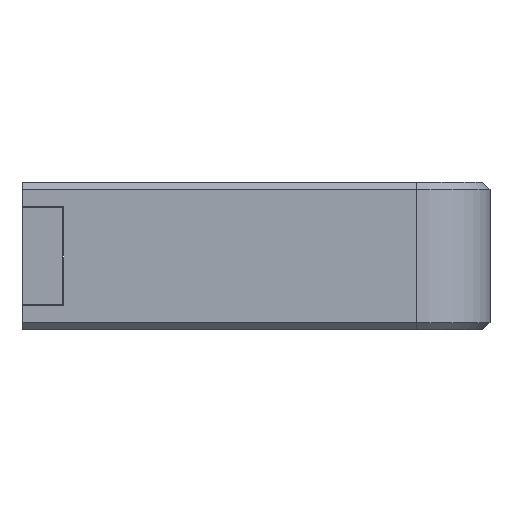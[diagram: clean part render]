
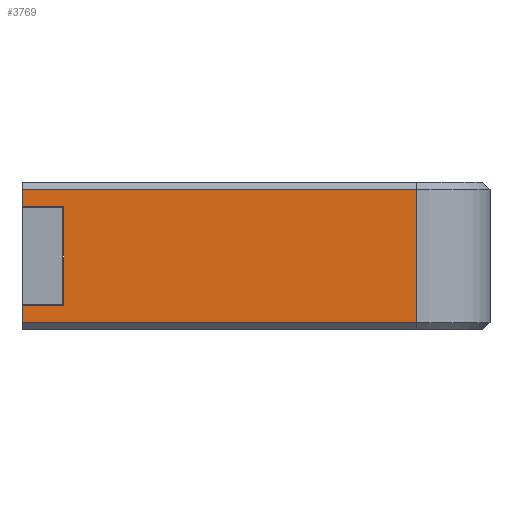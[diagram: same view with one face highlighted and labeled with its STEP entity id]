
A CAD part, left-side view. The second image highlights one B-rep face of the part: STEP entity #3769.
In plain terms, the highlighted planar face has unit normal (-1, 0, 0).
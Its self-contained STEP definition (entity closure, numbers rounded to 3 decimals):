
#720=DIRECTION('',(0.,1.,0.));
#721=VECTOR('',#720,16.);
#722=CARTESIAN_POINT('',(0.,3.,0.3));
#723=LINE('',#722,#721);
#786=DIRECTION('',(0.,0.,1.));
#787=VECTOR('',#786,5.4);
#788=CARTESIAN_POINT('',(0.,3.,0.3));
#789=LINE('',#788,#787);
#794=DIRECTION('',(0.,0.,-1.));
#795=VECTOR('',#794,0.7);
#796=CARTESIAN_POINT('',(0.,19.,1.));
#797=LINE('',#796,#795);
#798=DIRECTION('',(0.,0.,-1.));
#799=VECTOR('',#798,0.7);
#800=CARTESIAN_POINT('',(0.,19.,5.7));
#801=LINE('',#800,#799);
#810=DIRECTION('',(0.,1.,0.));
#811=VECTOR('',#810,1.7);
#812=CARTESIAN_POINT('',(0.,17.3,1.));
#813=LINE('',#812,#811);
#912=DIRECTION('',(0.,-1.,0.));
#913=VECTOR('',#912,16.);
#914=CARTESIAN_POINT('',(0.,19.,5.7));
#915=LINE('',#914,#913);
#937=DIRECTION('',(0.,-1.,0.));
#938=VECTOR('',#937,1.7);
#939=CARTESIAN_POINT('',(0.,19.,5.));
#940=LINE('',#939,#938);
#949=DIRECTION('',(0.,0.,1.));
#950=VECTOR('',#949,4.);
#951=CARTESIAN_POINT('',(0.,17.3,1.));
#952=LINE('',#951,#950);
#2589=CARTESIAN_POINT('',(0.,19.,0.3));
#2590=VERTEX_POINT('',#2589);
#2591=CARTESIAN_POINT('',(0.,19.,1.));
#2592=VERTEX_POINT('',#2591);
#2593=CARTESIAN_POINT('',(0.,19.,5.7));
#2594=VERTEX_POINT('',#2593);
#2595=CARTESIAN_POINT('',(0.,19.,5.));
#2596=VERTEX_POINT('',#2595);
#2597=CARTESIAN_POINT('',(0.,3.,
0.3));
#2598=VERTEX_POINT('',#2597);
#2599=CARTESIAN_POINT('',(0.,17.3,1.));
#2600=VERTEX_POINT('',#2599);
#2601=CARTESIAN_POINT('',(0.,17.3,5.));
#2602=VERTEX_POINT('',#2601);
#2603=CARTESIAN_POINT('',(0.,3.,5.7));
#2604=VERTEX_POINT('',#2603);
#3749=CARTESIAN_POINT('',(0.,11.,3.));
#3750=DIRECTION('',(1.,0.,0.));
#3751=DIRECTION('',(0.,-1.,0.));
#3752=AXIS2_PLACEMENT_3D('',#3749,#3750,#3751);
#3753=PLANE('',#3752);
#3754=ORIENTED_EDGE('',*,*,#3653,.T.);
#3755=ORIENTED_EDGE('',*,*,#3674,.F.);
#3757=ORIENTED_EDGE('',*,*,#3756,.F.);
#3759=ORIENTED_EDGE('',*,*,#3758,.T.);
#3761=ORIENTED_EDGE('',*,*,#3760,.F.);
#3763=ORIENTED_EDGE('',*,*,#3762,.F.);
#3765=ORIENTED_EDGE('',*,*,#3764,.T.);
#3766=ORIENTED_EDGE('',*,*,#3740,.F.);
#3767=EDGE_LOOP('',(#3754,#3755,#3757,#3759,#3761,#3763,#3765,#3766));
#3768=FACE_OUTER_BOUND('',#3767,.F.);
#3769=ADVANCED_FACE('',(#3768),#3753,.F.);
#3653=EDGE_CURVE('',#2598,#2590,#723,.T.);
#3674=EDGE_CURVE('',#2592,#2590,#797,.T.);
#3740=EDGE_CURVE('',#2598,#2604,#789,.T.);
#3756=EDGE_CURVE('',#2600,#2592,#813,.T.);
#3758=EDGE_CURVE('',#2600,#2602,#952,.T.);
#3760=EDGE_CURVE('',#2596,#2602,#940,.T.);
#3762=EDGE_CURVE('',#2594,#2596,#801,.T.);
#3764=EDGE_CURVE('',#2594,#2604,#915,.T.);
